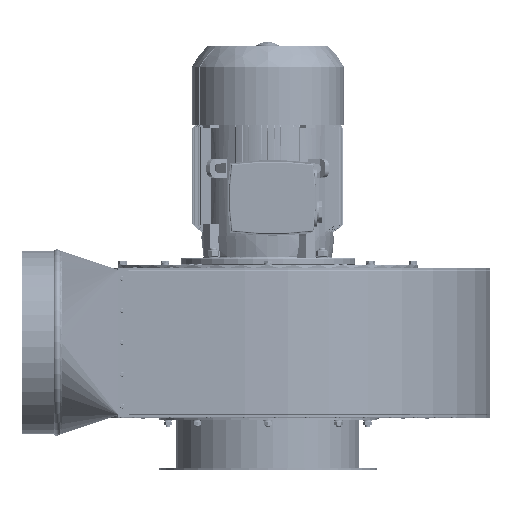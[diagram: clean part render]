
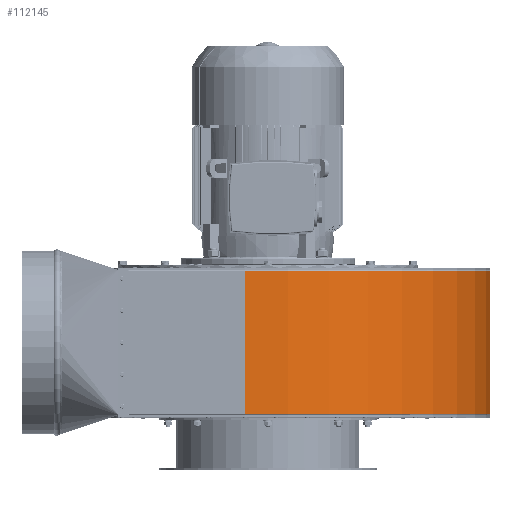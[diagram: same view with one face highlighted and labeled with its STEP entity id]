
A CAD part, top view. The second image highlights one B-rep face of the part: STEP entity #112145.
In plain terms, the highlighted cylindrical face has radius 422 mm (diameter 844 mm), a partial arc.
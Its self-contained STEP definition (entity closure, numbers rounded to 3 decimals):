
#14039=FACE_OUTER_BOUND('',#20949,.T.);
#20949=EDGE_LOOP('',(#94366,#94367,#94368,#94369));
#28551=LINE('',#194984,#37307);
#29481=LINE('',#200313,#38237);
#37307=VECTOR('',#140580,10.);
#38237=VECTOR('',#143690,10.);
#42506=CIRCLE('',#120415,422.);
#42507=CIRCLE('',#120417,422.);
#51069=VERTEX_POINT('',#194981);
#51070=VERTEX_POINT('',#194983);
#52095=VERTEX_POINT('',#200308);
#52096=VERTEX_POINT('',#200312);
#64854=EDGE_CURVE('',#51070,#51069,#28551,.T.);
#66533=EDGE_CURVE('',#51070,#52095,#42506,.T.);
#66534=EDGE_CURVE('',#52096,#52095,#29481,.T.);
#66535=EDGE_CURVE('',#51069,#52096,#42507,.T.);
#94366=ORIENTED_EDGE('',*,*,#66534,.T.);
#94367=ORIENTED_EDGE('',*,*,#66533,.F.);
#94368=ORIENTED_EDGE('',*,*,#64854,.T.);
#94369=ORIENTED_EDGE('',*,*,#66535,.T.);
#100552=CYLINDRICAL_SURFACE('',#120416,422.);
#112145=ADVANCED_FACE('',(#14039),#100552,.T.);
#120415=AXIS2_PLACEMENT_3D('',#200310,#143686,#143687);
#120416=AXIS2_PLACEMENT_3D('',#200311,#143688,#143689);
#120417=AXIS2_PLACEMENT_3D('',#200314,#143691,#143692);
#140580=DIRECTION('',(0.,-1.,0.));
#143686=DIRECTION('center_axis',(0.,1.,0.));
#143687=DIRECTION('ref_axis',(0.,0.,
1.));
#143688=DIRECTION('center_axis',(0.,1.,0.));
#143689=DIRECTION('ref_axis',(0.,0.,
1.));
#143690=DIRECTION('',(0.,1.,0.));
#143691=DIRECTION('center_axis',(0.,1.,0.));
#143692=DIRECTION('ref_axis',(0.,0.,
1.));
#194981=CARTESIAN_POINT('',(-39.2,-251.125,452.7));
#194983=CARTESIAN_POINT('',(-39.2,-4.875,452.7));
#194984=CARTESIAN_POINT('',(-39.2,-252.875,452.7));
#200308=CARTESIAN_POINT('',(382.8,-4.875,30.7));
#200310=CARTESIAN_POINT('Origin',(-39.2,-4.875,30.7));
#200311=CARTESIAN_POINT('Origin',(-39.2,-128.,30.7));
#200312=CARTESIAN_POINT('',(382.8,-251.125,30.7));
#200313=CARTESIAN_POINT('',(382.8,-4.875,30.7));
#200314=CARTESIAN_POINT('Origin',(-39.2,-251.125,30.7));
